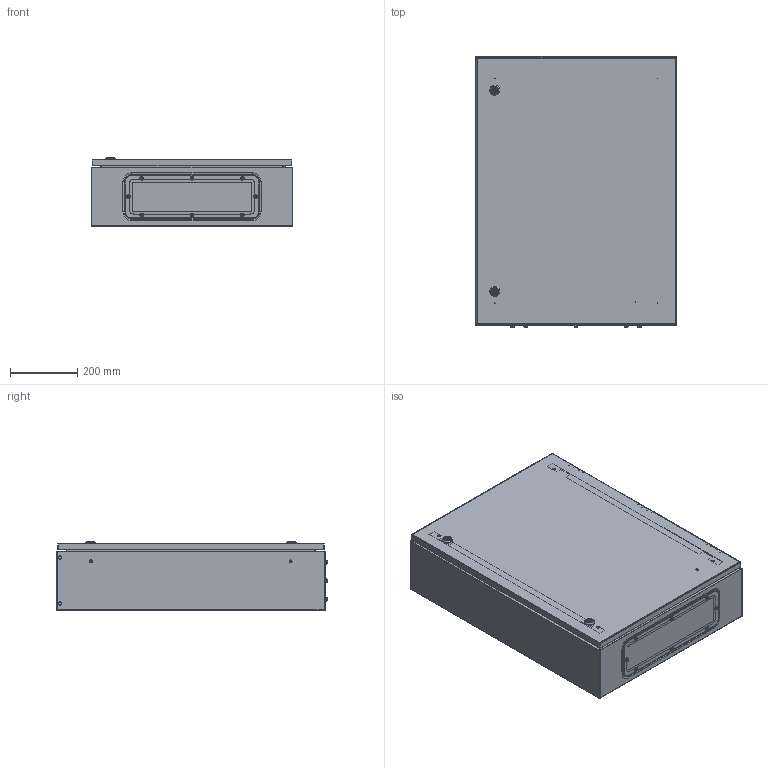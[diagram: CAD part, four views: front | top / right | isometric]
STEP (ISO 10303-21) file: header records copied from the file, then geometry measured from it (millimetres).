
FILE_DESCRIPTION (( 'STEP AP214' ), '1' );
FILE_NAME ('IP-806020_stp.step', '2025-04-28T11:17:14', ( '' ), ( '' ), 'SwSTEP 2.0', 'SolidWorks 2023', '' );
FILE_SCHEMA (( 'AUTOMOTIVE_DESIGN' ));
Length unit declared in the file: millimetre
Products named in the file (1): IP-806020_stp
Bounding box: 601.4 x 806.8 x 207.2 mm (x, y, z)
Surface area: 4368094.3 mm2 (no closed solid volume)
Topology: 0 solids, 74 shells, 3287 faces, 8249 edges, 5222 vertices
Faces by surface type: plane 1686, cylinder 869, cone 596, bspline 68, torus 68
Entity records: 108520 total; most frequent: CARTESIAN_POINT 28109, DIRECTION 16753, ORIENTED_EDGE 16494, EDGE_CURVE 8249, AXIS2_PLACEMENT_3D 5954, VERTEX_POINT 5222, LINE 4845, VECTOR 4845
